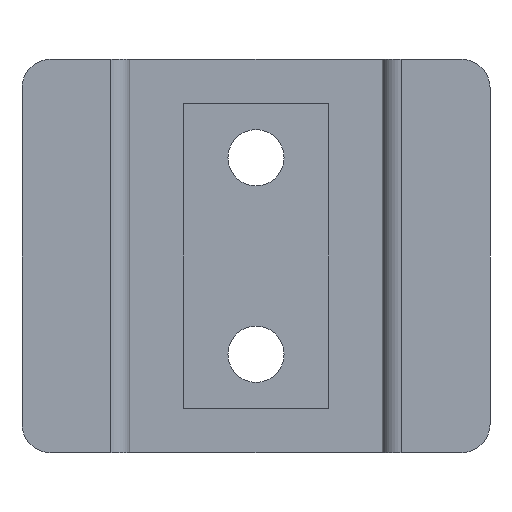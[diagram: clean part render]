
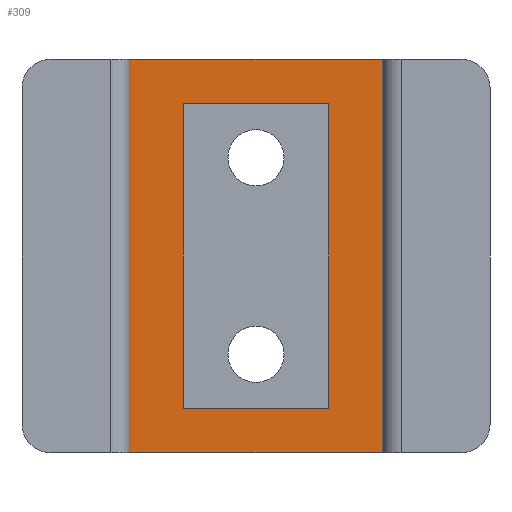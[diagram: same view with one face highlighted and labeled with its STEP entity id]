
A CAD part, front view. The second image highlights one B-rep face of the part: STEP entity #309.
In plain terms, the highlighted planar face has unit normal (0, -1, 0).
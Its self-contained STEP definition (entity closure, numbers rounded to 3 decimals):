
#11 = ORIENTED_EDGE ( 'NONE', *, *, #1267, .F. ) ;
#18 = DIRECTION ( 'NONE',  ( 0., 1., 0. ) ) ;
#61 = EDGE_CURVE ( 'NONE', #1004, #534, #476, .T. ) ;
#62 = VERTEX_POINT ( 'NONE', #70 ) ;
#70 = CARTESIAN_POINT ( 'NONE',  ( -7.75, -4., -16.25 ) ) ;
#112 = CARTESIAN_POINT ( 'NONE',  ( 7.75, -4., 21. ) ) ;
#114 = LINE ( 'NONE', #1318, #280 ) ;
#124 = ORIENTED_EDGE ( 'NONE', *, *, #825, .T. ) ;
#138 = VERTEX_POINT ( 'NONE', #1314 ) ;
#155 = CARTESIAN_POINT ( 'NONE',  ( -13.5, -4., 21. ) ) ;
#174 = ORIENTED_EDGE ( 'NONE', *, *, #995, .F. ) ;
#206 = DIRECTION ( 'NONE',  ( 0., 0., -1. ) ) ;
#226 = CARTESIAN_POINT ( 'NONE',  ( -13.5, -4., -21. ) ) ;
#249 = LINE ( 'NONE', #112, #353 ) ;
#255 = VECTOR ( 'NONE', #936, 1000. ) ;
#267 = CARTESIAN_POINT ( 'NONE',  ( -13.5, -4., 21. ) ) ;
#280 = VECTOR ( 'NONE', #1180, 1000. ) ;
#294 = PLANE ( 'NONE',  #616 ) ;
#295 = VERTEX_POINT ( 'NONE', #1255 ) ;
#303 = EDGE_CURVE ( 'NONE', #1004, #138, #1117, .T. ) ;
#309 = ADVANCED_FACE ( 'NONE', ( #1271, #790 ), #294, .F. ) ;
#339 = CARTESIAN_POINT ( 'NONE',  ( -13.5, -4., 21. ) ) ;
#353 = VECTOR ( 'NONE', #1317, 1000. ) ;
#375 = CARTESIAN_POINT ( 'NONE',  ( 7.75, -4., -16.25 ) ) ;
#446 = VECTOR ( 'NONE', #894, 1000. ) ;
#476 = LINE ( 'NONE', #339, #531 ) ;
#483 = ORIENTED_EDGE ( 'NONE', *, *, #61, .T. ) ;
#499 = ORIENTED_EDGE ( 'NONE', *, *, #961, .F. ) ;
#513 = VECTOR ( 'NONE', #841, 1000. ) ;
#531 = VECTOR ( 'NONE', #206, 1000. ) ;
#534 = VERTEX_POINT ( 'NONE', #226 ) ;
#581 = ORIENTED_EDGE ( 'NONE', *, *, #1237, .F. ) ;
#616 = AXIS2_PLACEMENT_3D ( 'NONE', #155, #18, #1223 ) ;
#627 = VERTEX_POINT ( 'NONE', #887 ) ;
#722 = VERTEX_POINT ( 'NONE', #375 ) ;
#744 = EDGE_LOOP ( 'NONE', ( #581, #11, #909, #499 ) ) ;
#750 = EDGE_CURVE ( 'NONE', #722, #62, #1313, .T. ) ;
#761 = EDGE_LOOP ( 'NONE', ( #124, #174, #1257, #483 ) ) ;
#790 = FACE_BOUND ( 'NONE', #744, .T. ) ;
#825 = EDGE_CURVE ( 'NONE', #534, #836, #114, .T. ) ;
#836 = VERTEX_POINT ( 'NONE', #1046 ) ;
#841 = DIRECTION ( 'NONE',  ( 1., 0., 0. ) ) ;
#887 = CARTESIAN_POINT ( 'NONE',  ( -7.75, -4., 16.25 ) ) ;
#894 = DIRECTION ( 'NONE',  ( -1., 0., 0. ) ) ;
#909 = ORIENTED_EDGE ( 'NONE', *, *, #750, .T. ) ;
#936 = DIRECTION ( 'NONE',  ( -1., 0., 0. ) ) ;
#952 = DIRECTION ( 'NONE',  ( 0., 0., -1. ) ) ;
#961 = EDGE_CURVE ( 'NONE', #627, #62, #1294, .T. ) ;
#962 = VECTOR ( 'NONE', #952, 1000. ) ;
#981 = CARTESIAN_POINT ( 'NONE',  ( -13.5, -4., 21. ) ) ;
#995 = EDGE_CURVE ( 'NONE', #138, #836, #1228, .T. ) ;
#1004 = VERTEX_POINT ( 'NONE', #267 ) ;
#1021 = DIRECTION ( 'NONE',  ( 0., 0., -1. ) ) ;
#1039 = CARTESIAN_POINT ( 'NONE',  ( -13.5, -4., -16.25 ) ) ;
#1046 = CARTESIAN_POINT ( 'NONE',  ( 13.5, -4., -21. ) ) ;
#1047 = VECTOR ( 'NONE', #1021, 1000. ) ;
#1075 = CARTESIAN_POINT ( 'NONE',  ( -13.5, -4., 16.25 ) ) ;
#1092 = CARTESIAN_POINT ( 'NONE',  ( 13.5, -4., 21. ) ) ;
#1117 = LINE ( 'NONE', #981, #513 ) ;
#1154 = CARTESIAN_POINT ( 'NONE',  ( -7.75, -4., 21. ) ) ;
#1180 = DIRECTION ( 'NONE',  ( 1., 0., 0. ) ) ;
#1211 = LINE ( 'NONE', #1075, #255 ) ;
#1223 = DIRECTION ( 'NONE',  ( 0., 0., 1. ) ) ;
#1228 = LINE ( 'NONE', #1092, #962 ) ;
#1237 = EDGE_CURVE ( 'NONE', #295, #627, #1211, .T. ) ;
#1255 = CARTESIAN_POINT ( 'NONE',  ( 7.75, -4., 16.25 ) ) ;
#1257 = ORIENTED_EDGE ( 'NONE', *, *, #303, .F. ) ;
#1267 = EDGE_CURVE ( 'NONE', #722, #295, #249, .T. ) ;
#1271 = FACE_OUTER_BOUND ( 'NONE', #761, .T. ) ;
#1294 = LINE ( 'NONE', #1154, #1047 ) ;
#1313 = LINE ( 'NONE', #1039, #446 ) ;
#1314 = CARTESIAN_POINT ( 'NONE',  ( 13.5, -4., 21. ) ) ;
#1317 = DIRECTION ( 'NONE',  ( 0., 0., 1. ) ) ;
#1318 = CARTESIAN_POINT ( 'NONE',  ( -13.5, -4., -21. ) ) ;
